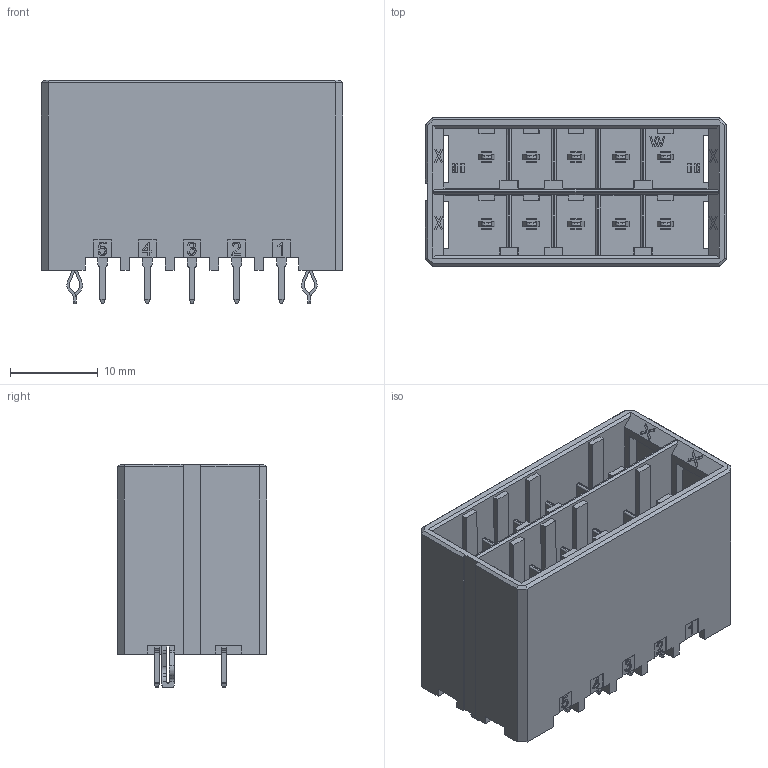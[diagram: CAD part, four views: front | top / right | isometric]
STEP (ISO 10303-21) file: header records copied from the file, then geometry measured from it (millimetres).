
FILE_DESCRIPTION( ('This file contains a STEP AP42 implementation' ,'as created by ZW3D STEP Interface translator.') ,'2;1' );
FILE_NAME( 'WD5085-2WS05SMBA04W.stp' ,'2312 6.171124', (''), ('ZWCAD Software Co.'), 'Version 1.0', 'ZW3D to STEP translator', '' );
FILE_SCHEMA(('AUTOMOTIVE_DESIGN { 1 0 10303 214 1 1 1 1 }'));
Length unit declared in the file: millimetre
Products named in the file (2): 0; WD5085-2WS05SMBA04W
Bounding box: 34.32 x 16.97 x 25.4 mm (x, y, z)
Volume: 4594.7 mm3; surface area: 8876.1 mm2
Topology: 1 solids, 1 shells, 1024 faces, 2874 edges, 1913 vertices
Faces by surface type: plane 824, cylinder 156, bspline 44
Entity records: 34058 total; most frequent: CARTESIAN_POINT 6784, ORIENTED_EDGE 5748, DIRECTION 4876, EDGE_CURVE 2874, VECTOR 2378, LINE 2378, VERTEX_POINT 1913, AXIS2_PLACEMENT_3D 1249
